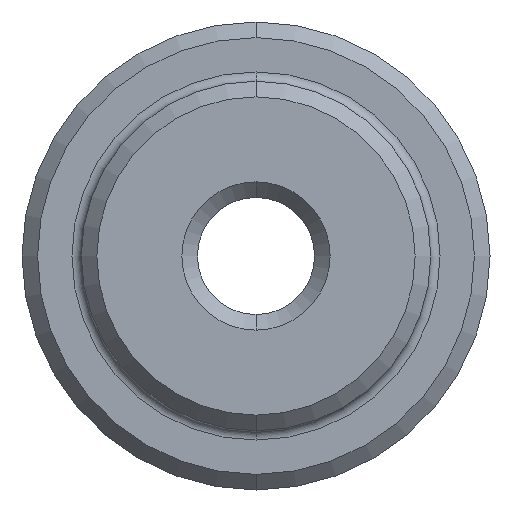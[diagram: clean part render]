
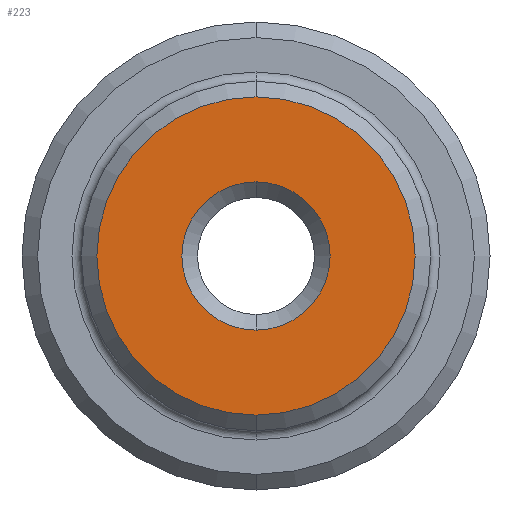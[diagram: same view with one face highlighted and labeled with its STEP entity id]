
A CAD part, front view. The second image highlights one B-rep face of the part: STEP entity #223.
In plain terms, the highlighted planar face has unit normal (0, -1, 0).
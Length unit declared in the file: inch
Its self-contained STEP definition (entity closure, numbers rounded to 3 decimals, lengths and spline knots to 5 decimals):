
#6 = DIRECTION ( 'NONE',  ( 0., 0., -1. ) ) ;
#99 = EDGE_CURVE ( 'NONE', #544, #520, #121, .T. ) ;
#101 = CARTESIAN_POINT ( 'NONE',  ( 0., 0., 0.2375 ) ) ;
#105 = PLANE ( 'NONE',  #816 ) ;
#113 = CARTESIAN_POINT ( 'NONE',  ( 0., 0., -0.51 ) ) ;
#121 = CIRCLE ( 'NONE', #627, 0.51 ) ;
#124 = EDGE_LOOP ( 'NONE', ( #298, #775 ) ) ;
#161 = CARTESIAN_POINT ( 'NONE',  ( 0., 0., 0. ) ) ;
#171 = DIRECTION ( 'NONE',  ( 0., -1., 0. ) ) ;
#173 = EDGE_CURVE ( 'NONE', #520, #544, #678, .T. ) ;
#195 = ORIENTED_EDGE ( 'NONE', *, *, #336, .T. ) ;
#196 = CARTESIAN_POINT ( 'NONE',  ( 0., 0., 0. ) ) ;
#201 = DIRECTION ( 'NONE',  ( 0., 1., 0. ) ) ;
#203 = CARTESIAN_POINT ( 'NONE',  ( 0., 0., 0.51 ) ) ;
#223 = ADVANCED_FACE ( 'NONE', ( #267, #677 ), #105, .T. ) ;
#237 = CIRCLE ( 'NONE', #455, 0.2375 ) ;
#243 = DIRECTION ( 'NONE',  ( 0., 1., 0. ) ) ;
#244 = VERTEX_POINT ( 'NONE', #101 ) ;
#267 = FACE_BOUND ( 'NONE', #830, .T. ) ;
#294 = VERTEX_POINT ( 'NONE', #572 ) ;
#298 = ORIENTED_EDGE ( 'NONE', *, *, #99, .T. ) ;
#336 = EDGE_CURVE ( 'NONE', #244, #294, #720, .T. ) ;
#416 = DIRECTION ( 'NONE',  ( 0., -1., 0. ) ) ;
#455 = AXIS2_PLACEMENT_3D ( 'NONE', #161, #243, #854 ) ;
#500 = DIRECTION ( 'NONE',  ( 0., 0., -1. ) ) ;
#520 = VERTEX_POINT ( 'NONE', #113 ) ;
#544 = VERTEX_POINT ( 'NONE', #203 ) ;
#572 = CARTESIAN_POINT ( 'NONE',  ( 0., 0., -0.2375 ) ) ;
#627 = AXIS2_PLACEMENT_3D ( 'NONE', #860, #945, #6 ) ;
#677 = FACE_OUTER_BOUND ( 'NONE', #124, .T. ) ;
#678 = CIRCLE ( 'NONE', #760, 0.51 ) ;
#685 = AXIS2_PLACEMENT_3D ( 'NONE', #196, #201, #821 ) ;
#720 = CIRCLE ( 'NONE', #685, 0.2375 ) ;
#760 = AXIS2_PLACEMENT_3D ( 'NONE', #973, #416, #500 ) ;
#775 = ORIENTED_EDGE ( 'NONE', *, *, #173, .T. ) ;
#798 = DIRECTION ( 'NONE',  ( 0., 0., -1. ) ) ;
#816 = AXIS2_PLACEMENT_3D ( 'NONE', #978, #171, #798 ) ;
#821 = DIRECTION ( 'NONE',  ( 0., 0., -1. ) ) ;
#830 = EDGE_LOOP ( 'NONE', ( #971, #195 ) ) ;
#854 = DIRECTION ( 'NONE',  ( 0., 0., -1. ) ) ;
#860 = CARTESIAN_POINT ( 'NONE',  ( 0., 0., 0. ) ) ;
#893 = EDGE_CURVE ( 'NONE', #294, #244, #237, .T. ) ;
#945 = DIRECTION ( 'NONE',  ( 0., -1., 0. ) ) ;
#971 = ORIENTED_EDGE ( 'NONE', *, *, #893, .T. ) ;
#973 = CARTESIAN_POINT ( 'NONE',  ( 0., 0., 0. ) ) ;
#978 = CARTESIAN_POINT ( 'NONE',  ( 0.56, 0., 0. ) ) ;
